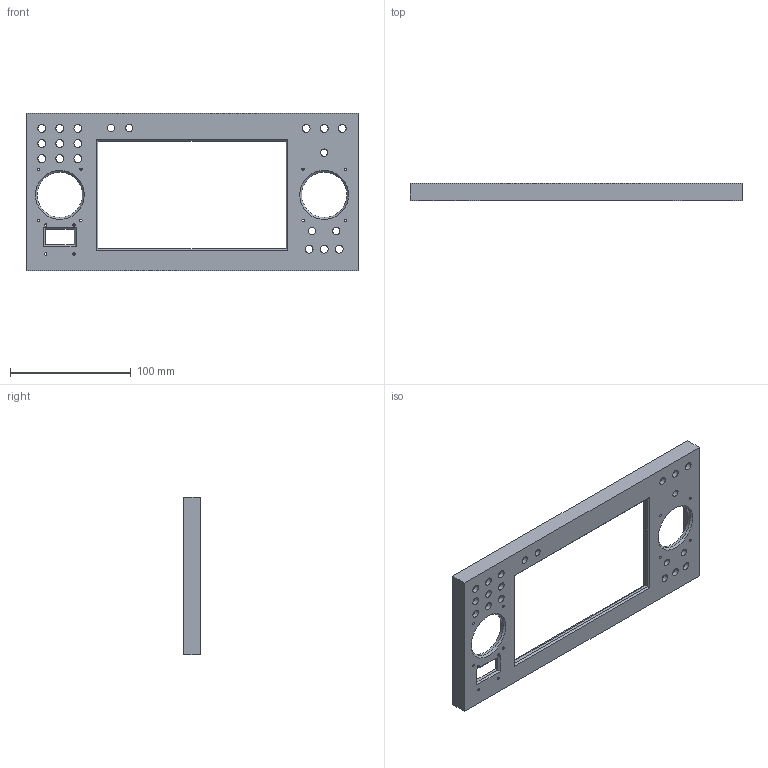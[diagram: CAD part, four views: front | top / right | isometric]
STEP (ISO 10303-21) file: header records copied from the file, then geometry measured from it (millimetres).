
FILE_DESCRIPTION(('FreeCAD Model'),'2;1');
FILE_NAME('Open CASCADE Shape Model','2025-12-21T19:12:21',(''),(''), 'Open CASCADE STEP processor 7.8','FreeCAD','Unknown');
FILE_SCHEMA(('AUTOMOTIVE_DESIGN { 1 0 10303 214 1 1 1 1 }'));
Length unit declared in the file: millimetre
Products named in the file (1): Body
Bounding box: 275 x 14 x 130.25 mm (x, y, z)
Volume: 116614.8 mm3; surface area: 71455.9 mm2
Topology: 1 solids, 1 shells, 100 faces, 254 edges, 166 vertices
Faces by surface type: plane 52, cylinder 46, cone 2
Full cylindrical faces by diameter (mm): 2 x12, 3.5 x8, 6 x5, 6.5 x15, 37.5 x2
Entity records: 3198 total; most frequent: DIRECTION 550, CARTESIAN_POINT 521, ORIENTED_EDGE 508, EDGE_CURVE 254, AXIS2_PLACEMENT_3D 195, FACE_BOUND 182, EDGE_LOOP 182, VERTEX_POINT 166
